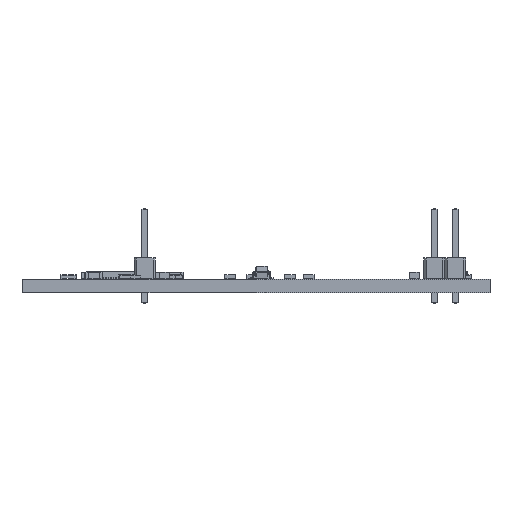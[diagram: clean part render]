
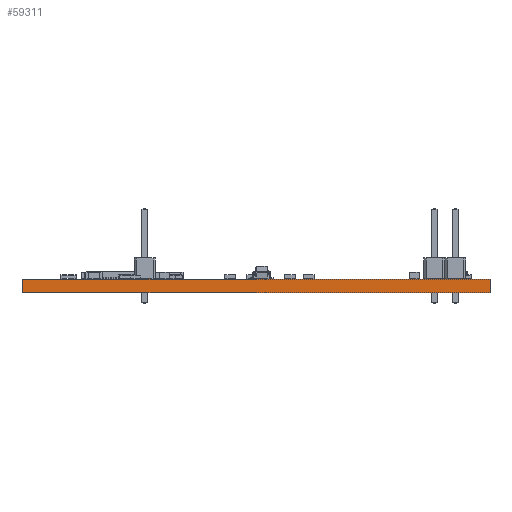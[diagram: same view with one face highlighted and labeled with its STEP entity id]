
A CAD part, front view. The second image highlights one B-rep face of the part: STEP entity #59311.
In plain terms, the highlighted planar face has unit normal (0, -1, 0).
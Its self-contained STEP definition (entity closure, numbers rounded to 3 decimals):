
#59311 = ADVANCED_FACE('',(#59312),#59326,.F.);
#59312 = FACE_BOUND('',#59313,.F.);
#59313 = EDGE_LOOP('',(#59314,#59349,#59377,#59405));
#59314 = ORIENTED_EDGE('',*,*,#59315,.T.);
#59315 = EDGE_CURVE('',#59316,#59318,#59320,.T.);
#59316 = VERTEX_POINT('',#59317);
#59317 = CARTESIAN_POINT('',(129.896,-134.294,0.));
#59318 = VERTEX_POINT('',#59319);
#59319 = CARTESIAN_POINT('',(129.896,-134.294,1.6));
#59320 = SURFACE_CURVE('',#59321,(#59325,#59337),.PCURVE_S1.);
#59321 = LINE('',#59322,#59323);
#59322 = CARTESIAN_POINT('',(129.896,-134.294,0.));
#59323 = VECTOR('',#59324,1.);
#59324 = DIRECTION('',(0.,0.,1.));
#59325 = PCURVE('',#59326,#59331);
#59326 = PLANE('',#59327);
#59327 = AXIS2_PLACEMENT_3D('',#59328,#59329,#59330);
#59328 = CARTESIAN_POINT('',(129.896,-134.294,0.));
#59329 = DIRECTION('',(0.,1.,0.));
#59330 = DIRECTION('',(1.,0.,0.));
#59331 = DEFINITIONAL_REPRESENTATION('',(#59332),#59336);
#59332 = LINE('',#59333,#59334);
#59333 = CARTESIAN_POINT('',(0.,0.));
#59334 = VECTOR('',#59335,1.);
#59335 = DIRECTION('',(0.,-1.));
#59336 = ( GEOMETRIC_REPRESENTATION_CONTEXT(2) 
PARAMETRIC_REPRESENTATION_CONTEXT() REPRESENTATION_CONTEXT('2D SPACE',''
  ) );
#59337 = PCURVE('',#59338,#59343);
#59338 = PLANE('',#59339);
#59339 = AXIS2_PLACEMENT_3D('',#59340,#59341,#59342);
#59340 = CARTESIAN_POINT('',(129.896,-62.708,0.));
#59341 = DIRECTION('',(1.,0.,0.));
#59342 = DIRECTION('',(0.,-1.,0.));
#59343 = DEFINITIONAL_REPRESENTATION('',(#59344),#59348);
#59344 = LINE('',#59345,#59346);
#59345 = CARTESIAN_POINT('',(71.586,0.));
#59346 = VECTOR('',#59347,1.);
#59347 = DIRECTION('',(0.,-1.));
#59348 = ( GEOMETRIC_REPRESENTATION_CONTEXT(2) 
PARAMETRIC_REPRESENTATION_CONTEXT() REPRESENTATION_CONTEXT('2D SPACE',''
  ) );
#59349 = ORIENTED_EDGE('',*,*,#59350,.T.);
#59350 = EDGE_CURVE('',#59318,#59351,#59353,.T.);
#59351 = VERTEX_POINT('',#59352);
#59352 = CARTESIAN_POINT('',(186.506,-134.294,1.6));
#59353 = SURFACE_CURVE('',#59354,(#59358,#59365),.PCURVE_S1.);
#59354 = LINE('',#59355,#59356);
#59355 = CARTESIAN_POINT('',(129.896,-134.294,1.6));
#59356 = VECTOR('',#59357,1.);
#59357 = DIRECTION('',(1.,0.,0.));
#59358 = PCURVE('',#59326,#59359);
#59359 = DEFINITIONAL_REPRESENTATION('',(#59360),#59364);
#59360 = LINE('',#59361,#59362);
#59361 = CARTESIAN_POINT('',(0.,-1.6));
#59362 = VECTOR('',#59363,1.);
#59363 = DIRECTION('',(1.,0.));
#59364 = ( GEOMETRIC_REPRESENTATION_CONTEXT(2) 
PARAMETRIC_REPRESENTATION_CONTEXT() REPRESENTATION_CONTEXT('2D SPACE',''
  ) );
#59365 = PCURVE('',#59366,#59371);
#59366 = PLANE('',#59367);
#59367 = AXIS2_PLACEMENT_3D('',#59368,#59369,#59370);
#59368 = CARTESIAN_POINT('',(158.201,-98.501,1.6));
#59369 = DIRECTION('',(0.,0.,1.));
#59370 = DIRECTION('',(1.,0.,0.));
#59371 = DEFINITIONAL_REPRESENTATION('',(#59372),#59376);
#59372 = LINE('',#59373,#59374);
#59373 = CARTESIAN_POINT('',(-28.305,-35.793));
#59374 = VECTOR('',#59375,1.);
#59375 = DIRECTION('',(1.,0.));
#59376 = ( GEOMETRIC_REPRESENTATION_CONTEXT(2) 
PARAMETRIC_REPRESENTATION_CONTEXT() REPRESENTATION_CONTEXT('2D SPACE',''
  ) );
#59377 = ORIENTED_EDGE('',*,*,#59378,.F.);
#59378 = EDGE_CURVE('',#59379,#59351,#59381,.T.);
#59379 = VERTEX_POINT('',#59380);
#59380 = CARTESIAN_POINT('',(186.506,-134.294,0.));
#59381 = SURFACE_CURVE('',#59382,(#59386,#59393),.PCURVE_S1.);
#59382 = LINE('',#59383,#59384);
#59383 = CARTESIAN_POINT('',(186.506,-134.294,0.));
#59384 = VECTOR('',#59385,1.);
#59385 = DIRECTION('',(0.,0.,1.));
#59386 = PCURVE('',#59326,#59387);
#59387 = DEFINITIONAL_REPRESENTATION('',(#59388),#59392);
#59388 = LINE('',#59389,#59390);
#59389 = CARTESIAN_POINT('',(56.61,0.));
#59390 = VECTOR('',#59391,1.);
#59391 = DIRECTION('',(0.,-1.));
#59392 = ( GEOMETRIC_REPRESENTATION_CONTEXT(2) 
PARAMETRIC_REPRESENTATION_CONTEXT() REPRESENTATION_CONTEXT('2D SPACE',''
  ) );
#59393 = PCURVE('',#59394,#59399);
#59394 = PLANE('',#59395);
#59395 = AXIS2_PLACEMENT_3D('',#59396,#59397,#59398);
#59396 = CARTESIAN_POINT('',(186.506,-134.294,0.));
#59397 = DIRECTION('',(-1.,0.,0.));
#59398 = DIRECTION('',(0.,1.,0.));
#59399 = DEFINITIONAL_REPRESENTATION('',(#59400),#59404);
#59400 = LINE('',#59401,#59402);
#59401 = CARTESIAN_POINT('',(0.,0.));
#59402 = VECTOR('',#59403,1.);
#59403 = DIRECTION('',(0.,-1.));
#59404 = ( GEOMETRIC_REPRESENTATION_CONTEXT(2) 
PARAMETRIC_REPRESENTATION_CONTEXT() REPRESENTATION_CONTEXT('2D SPACE',''
  ) );
#59405 = ORIENTED_EDGE('',*,*,#59406,.F.);
#59406 = EDGE_CURVE('',#59316,#59379,#59407,.T.);
#59407 = SURFACE_CURVE('',#59408,(#59412,#59419),.PCURVE_S1.);
#59408 = LINE('',#59409,#59410);
#59409 = CARTESIAN_POINT('',(129.896,-134.294,0.));
#59410 = VECTOR('',#59411,1.);
#59411 = DIRECTION('',(1.,0.,0.));
#59412 = PCURVE('',#59326,#59413);
#59413 = DEFINITIONAL_REPRESENTATION('',(#59414),#59418);
#59414 = LINE('',#59415,#59416);
#59415 = CARTESIAN_POINT('',(0.,0.));
#59416 = VECTOR('',#59417,1.);
#59417 = DIRECTION('',(1.,0.));
#59418 = ( GEOMETRIC_REPRESENTATION_CONTEXT(2) 
PARAMETRIC_REPRESENTATION_CONTEXT() REPRESENTATION_CONTEXT('2D SPACE',''
  ) );
#59419 = PCURVE('',#59420,#59425);
#59420 = PLANE('',#59421);
#59421 = AXIS2_PLACEMENT_3D('',#59422,#59423,#59424);
#59422 = CARTESIAN_POINT('',(158.201,-98.501,0.));
#59423 = DIRECTION('',(0.,0.,1.));
#59424 = DIRECTION('',(1.,0.,0.));
#59425 = DEFINITIONAL_REPRESENTATION('',(#59426),#59430);
#59426 = LINE('',#59427,#59428);
#59427 = CARTESIAN_POINT('',(-28.305,-35.793));
#59428 = VECTOR('',#59429,1.);
#59429 = DIRECTION('',(1.,0.));
#59430 = ( GEOMETRIC_REPRESENTATION_CONTEXT(2) 
PARAMETRIC_REPRESENTATION_CONTEXT() REPRESENTATION_CONTEXT('2D SPACE',''
  ) );
